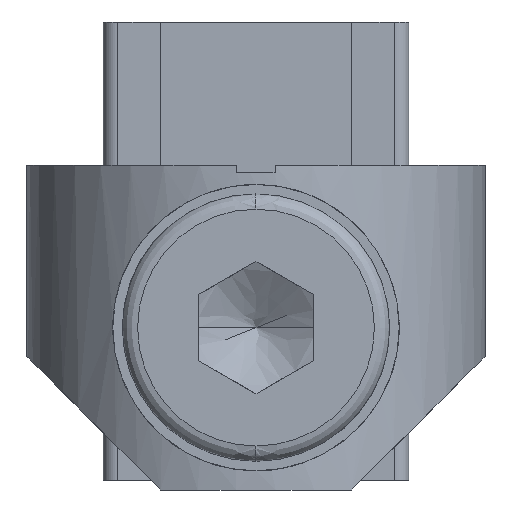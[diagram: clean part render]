
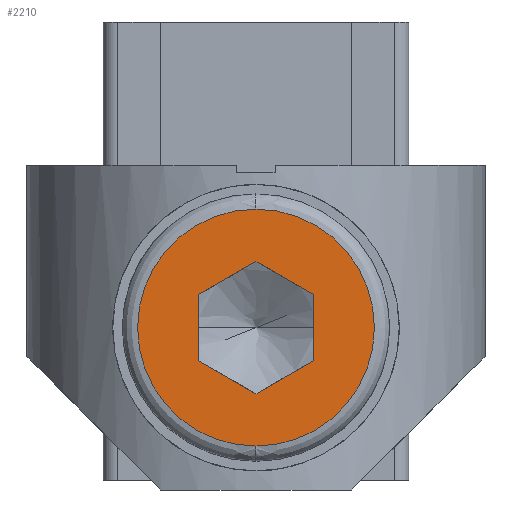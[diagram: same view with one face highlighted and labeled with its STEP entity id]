
A CAD part, left-side view. The second image highlights one B-rep face of the part: STEP entity #2210.
In plain terms, the highlighted free-form (B-spline) face has degree [1, 1] with [2, 2] control points.
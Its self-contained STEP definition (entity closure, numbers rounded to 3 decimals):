
#1396=CARTESIAN_POINT('',(-13.5,-10.,-1.15));
#1397=VERTEX_POINT('',#1396);
#1413=CARTESIAN_POINT('',(-13.5,-10.,-7.35));
#1414=VERTEX_POINT('',#1413);
#1422=CARTESIAN_POINT('',(-13.5,-10.,-4.25));
#1423=DIRECTION('',(1.0,0.0,0.0));
#1424=DIRECTION('',(0.0,0.0,1.0));
#1425=AXIS2_PLACEMENT_3D('',#1422,#1423,#1424);
#1426=CIRCLE('',#1425,3.1);
#1427=EDGE_CURVE('',#1414,#1397,#1426,.T.);
#1910=CARTESIAN_POINT('',(-13.5,-13.1,-4.25));
#1911=VERTEX_POINT('',#1910);
#1912=CARTESIAN_POINT('',(-13.5,-10.,-4.25));
#1913=DIRECTION('',(1.0,0.0,0.0));
#1914=DIRECTION('',(0.0,0.0,1.0));
#1915=AXIS2_PLACEMENT_3D('',#1912,#1913,#1914);
#1916=CIRCLE('',#1915,3.1);
#1917=EDGE_CURVE('',#1397,#1911,#1916,.T.);
#1919=CARTESIAN_POINT('',(-13.5,-10.,-4.25));
#1920=DIRECTION('',(1.0,0.0,0.0));
#1921=DIRECTION('',(0.0,0.0,1.0));
#1922=AXIS2_PLACEMENT_3D('',#1919,#1920,#1921);
#1923=CIRCLE('',#1922,3.1);
#1924=EDGE_CURVE('',#1911,#1414,#1923,.T.);
#1984=CARTESIAN_POINT('',(-13.5,-11.5,-3.383));
#1985=VERTEX_POINT('',#1984);
#1992=CARTESIAN_POINT('',(-13.5,-10.,-2.517));
#1993=VERTEX_POINT('',#1992);
#1994=CARTESIAN_POINT('',(-13.5,-11.5,-3.383));
#1995=DIRECTION('',(0.0,0.866,0.5));
#1996=VECTOR('',#1995,1.732);
#1997=LINE('',#1994,#1996);
#1998=EDGE_CURVE('',#1985,#1993,#1997,.T.);
#2016=CARTESIAN_POINT('',(-13.5,-8.5,-3.383));
#2017=VERTEX_POINT('',#2016);
#2018=CARTESIAN_POINT('',(-13.5,-10.,-2.517));
#2019=DIRECTION('',(0.0,0.866,-0.5));
#2020=VECTOR('',#2019,1.732);
#2021=LINE('',#2018,#2020);
#2022=EDGE_CURVE('',#1993,#2017,#2021,.T.);
#2055=CARTESIAN_POINT('',(-13.5,-8.5,-5.117));
#2056=VERTEX_POINT('',#2055);
#2057=CARTESIAN_POINT('',(-13.5,-8.5,-3.383));
#2058=DIRECTION('',(0.0,0.0,-1.0));
#2059=VECTOR('',#2058,1.734);
#2060=LINE('',#2057,#2059);
#2061=EDGE_CURVE('',#2017,#2056,#2060,.T.);
#2094=CARTESIAN_POINT('',(-13.5,-10.,-5.982));
#2095=VERTEX_POINT('',#2094);
#2102=CARTESIAN_POINT('',(-13.5,-11.5,-5.117));
#2103=VERTEX_POINT('',#2102);
#2104=CARTESIAN_POINT('',(-13.5,-10.,-5.982));
#2105=DIRECTION('',(0.0,-0.866,0.5));
#2106=VECTOR('',#2105,1.732);
#2107=LINE('',#2104,#2106);
#2108=EDGE_CURVE('',#2095,#2103,#2107,.T.);
#2139=CARTESIAN_POINT('',(-13.5,-11.5,-5.117));
#2140=DIRECTION('',(0.0,0.0,1.0));
#2141=VECTOR('',#2140,1.734);
#2142=LINE('',#2139,#2141);
#2143=EDGE_CURVE('',#2103,#1985,#2142,.T.);
#2168=CARTESIAN_POINT('',(-13.5,-8.5,-5.117));
#2169=DIRECTION('',(0.0,-0.866,-0.5));
#2170=VECTOR('',#2169,1.732);
#2171=LINE('',#2168,#2170);
#2172=EDGE_CURVE('',#2056,#2095,#2171,.T.);
#2192=CARTESIAN_POINT('',(-13.5,-13.1,-7.35));
#2193=CARTESIAN_POINT('',(-13.5,-13.1,-1.15));
#2194=CARTESIAN_POINT('',(-13.5,-6.9,-7.35));
#2195=CARTESIAN_POINT('',(-13.5,-6.9,-1.15));
#2196=B_SPLINE_SURFACE_WITH_KNOTS('',1,1,((#2192,#2194),(#2193,#2195)),.UNSPECIFIED.,.F.,.F.,.U.,(2,2),(2,2),(0.0,6.2),(0.0,6.2),.UNSPECIFIED.);
#2197=ORIENTED_EDGE('',*,*,#1924,.F.);
#2198=ORIENTED_EDGE('',*,*,#1917,.F.);
#2199=ORIENTED_EDGE('',*,*,#1427,.F.);
#2200=EDGE_LOOP('',(#2197,#2198,#2199));
#2201=FACE_OUTER_BOUND('',#2200,.T.);
#2202=ORIENTED_EDGE('',*,*,#1998,.F.);
#2203=ORIENTED_EDGE('',*,*,#2143,.F.);
#2204=ORIENTED_EDGE('',*,*,#2108,.F.);
#2205=ORIENTED_EDGE('',*,*,#2172,.F.);
#2206=ORIENTED_EDGE('',*,*,#2061,.F.);
#2207=ORIENTED_EDGE('',*,*,#2022,.F.);
#2208=EDGE_LOOP('',(#2202,#2203,#2204,#2205,#2206,#2207));
#2209=FACE_BOUND('',#2208,.T.);
#2210=ADVANCED_FACE('',(#2201,#2209),#2196,.T.);
